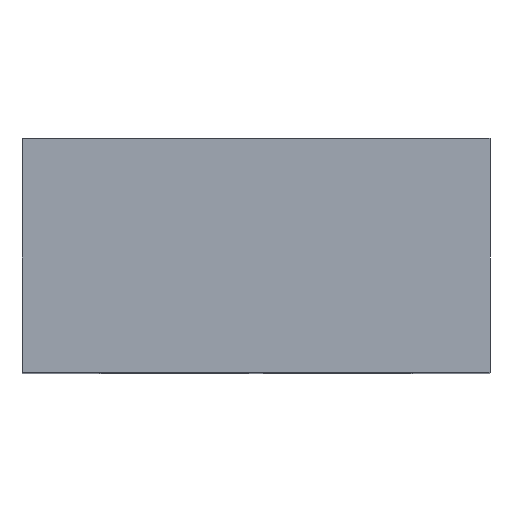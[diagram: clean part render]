
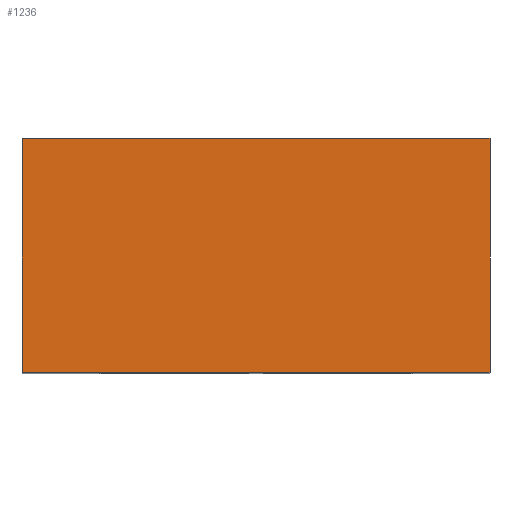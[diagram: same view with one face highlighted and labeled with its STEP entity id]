
A CAD part, top view. The second image highlights one B-rep face of the part: STEP entity #1236.
In plain terms, the highlighted planar face has unit normal (0, 0, 1).
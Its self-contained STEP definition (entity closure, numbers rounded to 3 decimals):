
#21 = VERTEX_POINT ( 'NONE', #2086 ) ;
#83 = DIRECTION ( 'NONE',  ( 1., 0., 0. ) ) ;
#96 = DIRECTION ( 'NONE',  ( 0., -1., 0. ) ) ;
#119 = EDGE_CURVE ( 'NONE', #1647, #2092, #429, .T. ) ;
#151 = EDGE_CURVE ( 'NONE', #2092, #21, #1292, .T. ) ;
#214 = PLANE ( 'NONE',  #2050 ) ;
#244 = DIRECTION ( 'NONE',  ( 0., -1., 0. ) ) ;
#384 = FACE_OUTER_BOUND ( 'NONE', #1859, .T. ) ;
#429 = LINE ( 'NONE', #1095, #865 ) ;
#469 = CARTESIAN_POINT ( 'NONE',  ( 10., 10., 12.5 ) ) ;
#603 = ORIENTED_EDGE ( 'NONE', *, *, #119, .F. ) ;
#607 = CARTESIAN_POINT ( 'NONE',  ( -10., 0., 12.5 ) ) ;
#748 = CARTESIAN_POINT ( 'NONE',  ( -10., 10., 12.5 ) ) ;
#750 = DIRECTION ( 'NONE',  ( 0., 0., -1. ) ) ;
#763 = VERTEX_POINT ( 'NONE', #607 ) ;
#865 = VECTOR ( 'NONE', #83, 1000. ) ;
#966 = EDGE_CURVE ( 'NONE', #763, #21, #1019, .T. ) ;
#1001 = VECTOR ( 'NONE', #244, 1000. ) ;
#1019 = LINE ( 'NONE', #1705, #1297 ) ;
#1095 = CARTESIAN_POINT ( 'NONE',  ( -10., 10., 12.5 ) ) ;
#1193 = VECTOR ( 'NONE', #96, 1000. ) ;
#1236 = ADVANCED_FACE ( 'NONE', ( #384 ), #214, .F. ) ;
#1252 = ORIENTED_EDGE ( 'NONE', *, *, #1695, .T. ) ;
#1255 = DIRECTION ( 'NONE',  ( -1., 0., 0. ) ) ;
#1257 = CARTESIAN_POINT ( 'NONE',  ( 10., 10., 12.5 ) ) ;
#1292 = LINE ( 'NONE', #1257, #1001 ) ;
#1297 = VECTOR ( 'NONE', #1697, 1000. ) ;
#1458 = ORIENTED_EDGE ( 'NONE', *, *, #966, .T. ) ;
#1567 = CARTESIAN_POINT ( 'NONE',  ( -10., 10., 12.5 ) ) ;
#1647 = VERTEX_POINT ( 'NONE', #1567 ) ;
#1652 = LINE ( 'NONE', #748, #1193 ) ;
#1695 = EDGE_CURVE ( 'NONE', #1647, #763, #1652, .T. ) ;
#1697 = DIRECTION ( 'NONE',  ( 1., 0., 0. ) ) ;
#1705 = CARTESIAN_POINT ( 'NONE',  ( -10., 0., 12.5 ) ) ;
#1796 = ORIENTED_EDGE ( 'NONE', *, *, #151, .F. ) ;
#1859 = EDGE_LOOP ( 'NONE', ( #1458, #1796, #603, #1252 ) ) ;
#1935 = CARTESIAN_POINT ( 'NONE',  ( -10., 10., 12.5 ) ) ;
#2050 = AXIS2_PLACEMENT_3D ( 'NONE', #1935, #750, #1255 ) ;
#2086 = CARTESIAN_POINT ( 'NONE',  ( 10., 0., 12.5 ) ) ;
#2092 = VERTEX_POINT ( 'NONE', #469 ) ;
